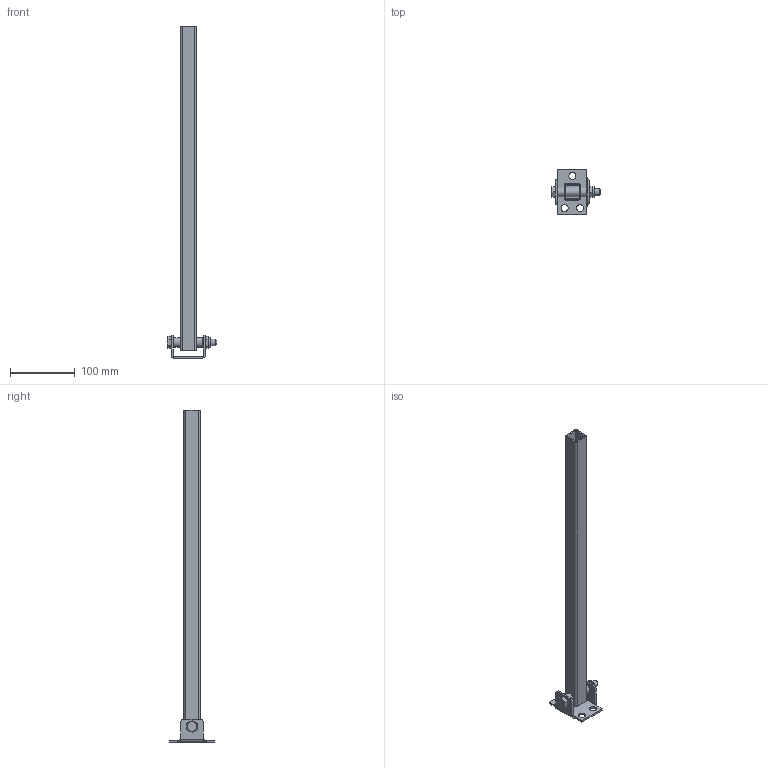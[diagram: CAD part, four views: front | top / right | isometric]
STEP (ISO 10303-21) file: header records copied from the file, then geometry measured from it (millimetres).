
FILE_DESCRIPTION(('STEP AP203'), '1');
FILE_NAME('兴358.00.000 青踱囹', '', ('UNSPECIFIED'), ('UNSPECIFIED'), 'ASCON STEP Converter 1.3', 'ASCON Math Kernel', '');
FILE_SCHEMA(('CONFIG_CONTROL_DESIGN'));
Length unit declared in the file: millimetre
Products named in the file (1): 倓358.00.000
Bounding box: 76.4 x 70 x 512 mm (x, y, z)
Volume: 114879.9 mm3; surface area: 106672.6 mm2
Topology: 1 solids, 1 shells, 105 faces, 251 edges, 156 vertices
Faces by surface type: plane 50, cylinder 34, cone 15, bspline 4, torus 2
Full cylindrical faces by diameter (mm): 1.028 x1, 10 x2, 10.8 x1, 11 x6, 15 x3, 16 x1
Entity records: 4940 total; most frequent: CARTESIAN_POINT 1686, DIRECTION 484, ORIENTED_EDGE 464, EDGE_CURVE 232, AXIS2_PLACEMENT_3D 188, VERTEX_POINT 156, EDGE_LOOP 146, FACE_BOUND 116
